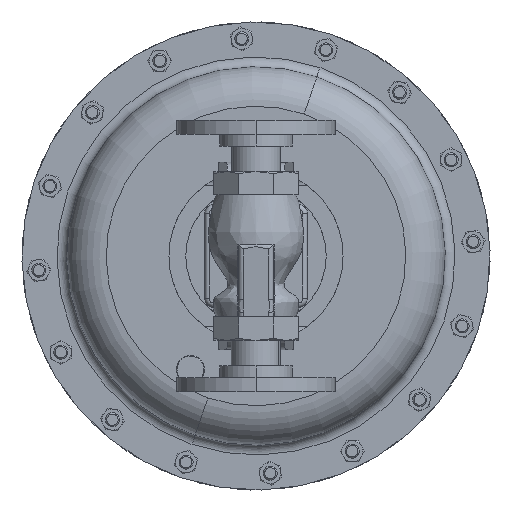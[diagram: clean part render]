
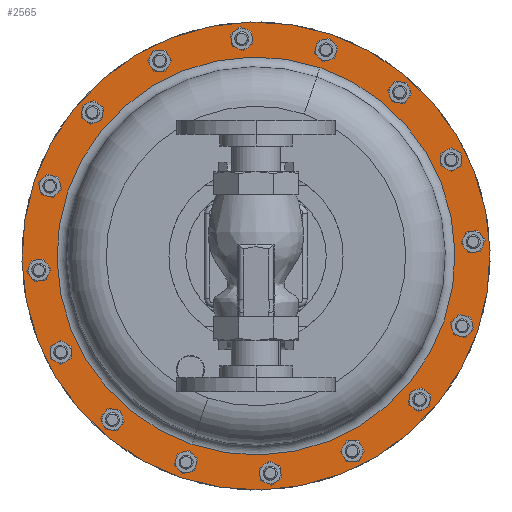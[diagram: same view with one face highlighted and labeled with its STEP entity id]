
A CAD part, front view. The second image highlights one B-rep face of the part: STEP entity #2565.
In plain terms, the highlighted planar face has unit normal (0, -1, 0).
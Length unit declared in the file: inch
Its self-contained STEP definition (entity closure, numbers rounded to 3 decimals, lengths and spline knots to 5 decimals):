
#506 = DIRECTION ( 'NONE',  ( 0., 1., 0. ) ) ;
#523 = DIRECTION ( 'NONE',  ( 0.321, 0., 0.947 ) ) ;
#758 = VERTEX_POINT ( 'NONE', #18903 ) ;
#956 = DIRECTION ( 'NONE',  ( 0., 1., 0. ) ) ;
#2565 = ADVANCED_FACE ( 'NONE', ( #26850, #4386 ), #17388, .T. ) ;
#3778 = ORIENTED_EDGE ( 'NONE', *, *, #17786, .F. ) ;
#4386 = FACE_OUTER_BOUND ( 'NONE', #33545, .T. ) ;
#4468 = VERTEX_POINT ( 'NONE', #15475 ) ;
#6602 = AXIS2_PLACEMENT_3D ( 'NONE', #17375, #506, #20233 ) ;
#7585 = EDGE_LOOP ( 'NONE', ( #22928, #12948 ) ) ;
#9286 = CARTESIAN_POINT ( 'NONE',  ( 0., 9.4, -2.25 ) ) ;
#9968 = CIRCLE ( 'NONE', #17565, 5.315 ) ;
#11721 = DIRECTION ( 'NONE',  ( 0., 1., 0. ) ) ;
#12089 = DIRECTION ( 'NONE',  ( -0.321, 0., -0.947 ) ) ;
#12231 = CIRCLE ( 'NONE', #21955, 5.315 ) ;
#12948 = ORIENTED_EDGE ( 'NONE', *, *, #17105, .T. ) ;
#14540 = CARTESIAN_POINT ( 'NONE',  ( -5.91831, 9.4, -0.241 ) ) ;
#15475 = CARTESIAN_POINT ( 'NONE',  ( -1.70845, 9.4, -7.28293 ) ) ;
#15525 = CIRCLE ( 'NONE', #19273, 6.25 ) ;
#17105 = EDGE_CURVE ( 'NONE', #758, #4468, #12231, .T. ) ;
#17375 = CARTESIAN_POINT ( 'NONE',  ( 0., 9.4, -2.25 ) ) ;
#17388 = PLANE ( 'NONE',  #32226 ) ;
#17565 = AXIS2_PLACEMENT_3D ( 'NONE', #9286, #28971, #12089 ) ;
#17786 = EDGE_CURVE ( 'NONE', #29693, #18204, #24553, .T. ) ;
#17816 = CARTESIAN_POINT ( 'NONE',  ( 0., 9.4, -2.25 ) ) ;
#18204 = VERTEX_POINT ( 'NONE', #26912 ) ;
#18340 = CARTESIAN_POINT ( 'NONE',  ( -2.009, 9.4, -8.16831 ) ) ;
#18903 = CARTESIAN_POINT ( 'NONE',  ( 1.70845, 9.4, 2.78293 ) ) ;
#19273 = AXIS2_PLACEMENT_3D ( 'NONE', #28608, #11721, #31419 ) ;
#20233 = DIRECTION ( 'NONE',  ( -0.321, 0., -0.947 ) ) ;
#20403 = ORIENTED_EDGE ( 'NONE', *, *, #21988, .F. ) ;
#20671 = DIRECTION ( 'NONE',  ( -0.321, 0., -0.947 ) ) ;
#21955 = AXIS2_PLACEMENT_3D ( 'NONE', #17816, #956, #20671 ) ;
#21988 = EDGE_CURVE ( 'NONE', #18204, #29693, #15525, .T. ) ;
#22928 = ORIENTED_EDGE ( 'NONE', *, *, #31926, .T. ) ;
#24553 = CIRCLE ( 'NONE', #6602, 6.25 ) ;
#26850 = FACE_BOUND ( 'NONE', #7585, .T. ) ;
#26912 = CARTESIAN_POINT ( 'NONE',  ( 2.009, 9.4, 3.66831 ) ) ;
#28477 = DIRECTION ( 'NONE',  ( 0., -1., 0. ) ) ;
#28608 = CARTESIAN_POINT ( 'NONE',  ( 0., 9.4, -2.25 ) ) ;
#28971 = DIRECTION ( 'NONE',  ( 0., 1., 0. ) ) ;
#29693 = VERTEX_POINT ( 'NONE', #18340 ) ;
#31419 = DIRECTION ( 'NONE',  ( -0.321, 0., -0.947 ) ) ;
#31926 = EDGE_CURVE ( 'NONE', #4468, #758, #9968, .T. ) ;
#32226 = AXIS2_PLACEMENT_3D ( 'NONE', #14540, #28477, #523 ) ;
#33545 = EDGE_LOOP ( 'NONE', ( #3778, #20403 ) ) ;
